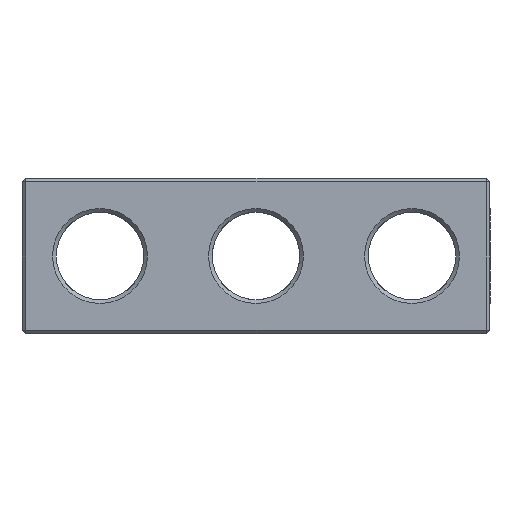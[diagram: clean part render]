
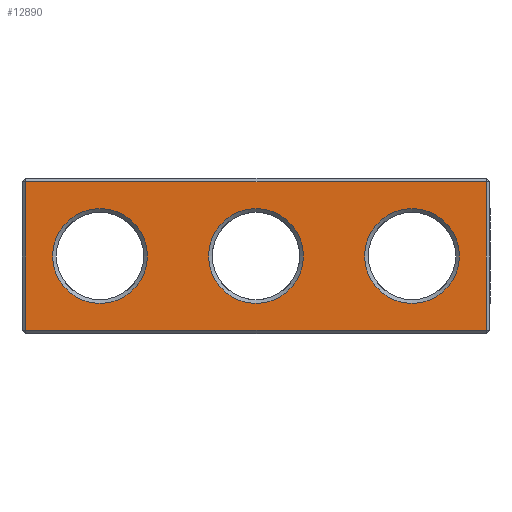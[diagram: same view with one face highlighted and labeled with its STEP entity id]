
A CAD part, front view. The second image highlights one B-rep face of the part: STEP entity #12890.
In plain terms, the highlighted planar face has unit normal (0, -1, 0).
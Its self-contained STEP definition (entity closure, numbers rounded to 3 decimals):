
#1383 = PLANE('',#1384);
#1384 = AXIS2_PLACEMENT_3D('',#1385,#1386,#1387);
#1385 = CARTESIAN_POINT('',(-18.75,-6.1,0.15));
#1386 = DIRECTION('',(0.,0.707,0.707));
#1387 = DIRECTION('',(1.,0.,0.));
#1918 = PLANE('',#1919);
#1919 = AXIS2_PLACEMENT_3D('',#1920,#1921,#1922);
#1920 = CARTESIAN_POINT('',(-18.75,-6.1,12.35));
#1921 = DIRECTION('',(0.,-0.707,0.707));
#1922 = DIRECTION('',(1.,0.,0.));
#4626 = PLANE('',#4627);
#4627 = AXIS2_PLACEMENT_3D('',#4628,#4629,#4630);
#4628 = CARTESIAN_POINT('',(-18.6,-6.1,0.));
#4629 = DIRECTION('',(-0.707,-0.707,0.));
#4630 = DIRECTION('',(0.,0.,1.));
#4988 = VERTEX_POINT('',#4989);
#4989 = CARTESIAN_POINT('',(-18.45,-6.25,0.3));
#5015 = EDGE_CURVE('',#4988,#5016,#5018,.T.);
#5016 = VERTEX_POINT('',#5017);
#5017 = CARTESIAN_POINT('',(18.45,-6.25,0.3));
#5018 = SURFACE_CURVE('',#5019,(#5023,#5030),.PCURVE_S1.);
#5019 = LINE('',#5020,#5021);
#5020 = CARTESIAN_POINT('',(-18.75,-6.25,0.3));
#5021 = VECTOR('',#5022,1.);
#5022 = DIRECTION('',(1.,0.,0.));
#5023 = PCURVE('',#1383,#5024);
#5024 = DEFINITIONAL_REPRESENTATION('',(#5025),#5029);
#5025 = LINE('',#5026,#5027);
#5026 = CARTESIAN_POINT('',(0.,-0.212));
#5027 = VECTOR('',#5028,1.);
#5028 = DIRECTION('',(1.,0.));
#5029 = ( GEOMETRIC_REPRESENTATION_CONTEXT(2) 
PARAMETRIC_REPRESENTATION_CONTEXT() REPRESENTATION_CONTEXT('2D SPACE',''
  ) );
#5030 = PCURVE('',#5031,#5036);
#5031 = PLANE('',#5032);
#5032 = AXIS2_PLACEMENT_3D('',#5033,#5034,#5035);
#5033 = CARTESIAN_POINT('',(-18.75,-6.25,0.));
#5034 = DIRECTION('',(0.,1.,0.));
#5035 = DIRECTION('',(1.,0.,0.));
#5036 = DEFINITIONAL_REPRESENTATION('',(#5037),#5041);
#5037 = LINE('',#5038,#5039);
#5038 = CARTESIAN_POINT('',(0.,-0.3));
#5039 = VECTOR('',#5040,1.);
#5040 = DIRECTION('',(1.,0.));
#5041 = ( GEOMETRIC_REPRESENTATION_CONTEXT(2) 
PARAMETRIC_REPRESENTATION_CONTEXT() REPRESENTATION_CONTEXT('2D SPACE',''
  ) );
#5935 = VERTEX_POINT('',#5936);
#5936 = CARTESIAN_POINT('',(-18.45,-6.25,12.2));
#5962 = EDGE_CURVE('',#5935,#5963,#5965,.T.);
#5963 = VERTEX_POINT('',#5964);
#5964 = CARTESIAN_POINT('',(18.45,-6.25,12.2));
#5965 = SURFACE_CURVE('',#5966,(#5970,#5977),.PCURVE_S1.);
#5966 = LINE('',#5967,#5968);
#5967 = CARTESIAN_POINT('',(-18.75,-6.25,12.2));
#5968 = VECTOR('',#5969,1.);
#5969 = DIRECTION('',(1.,0.,0.));
#5970 = PCURVE('',#1918,#5971);
#5971 = DEFINITIONAL_REPRESENTATION('',(#5972),#5976);
#5972 = LINE('',#5973,#5974);
#5973 = CARTESIAN_POINT('',(0.,-0.212));
#5974 = VECTOR('',#5975,1.);
#5975 = DIRECTION('',(1.,0.));
#5976 = ( GEOMETRIC_REPRESENTATION_CONTEXT(2) 
PARAMETRIC_REPRESENTATION_CONTEXT() REPRESENTATION_CONTEXT('2D SPACE',''
  ) );
#5977 = PCURVE('',#5031,#5978);
#5978 = DEFINITIONAL_REPRESENTATION('',(#5979),#5983);
#5979 = LINE('',#5980,#5981);
#5980 = CARTESIAN_POINT('',(0.,-12.2));
#5981 = VECTOR('',#5982,1.);
#5982 = DIRECTION('',(1.,0.));
#5983 = ( GEOMETRIC_REPRESENTATION_CONTEXT(2) 
PARAMETRIC_REPRESENTATION_CONTEXT() REPRESENTATION_CONTEXT('2D SPACE',''
  ) );
#11856 = EDGE_CURVE('',#4988,#5935,#11857,.T.);
#11857 = SURFACE_CURVE('',#11858,(#11862,#11869),.PCURVE_S1.);
#11858 = LINE('',#11859,#11860);
#11859 = CARTESIAN_POINT('',(-18.45,-6.25,0.));
#11860 = VECTOR('',#11861,1.);
#11861 = DIRECTION('',(0.,0.,1.));
#11862 = PCURVE('',#4626,#11863);
#11863 = DEFINITIONAL_REPRESENTATION('',(#11864),#11868);
#11864 = LINE('',#11865,#11866);
#11865 = CARTESIAN_POINT('',(0.,-0.212));
#11866 = VECTOR('',#11867,1.);
#11867 = DIRECTION('',(1.,0.));
#11868 = ( GEOMETRIC_REPRESENTATION_CONTEXT(2) 
PARAMETRIC_REPRESENTATION_CONTEXT() REPRESENTATION_CONTEXT('2D SPACE',''
  ) );
#11869 = PCURVE('',#5031,#11870);
#11870 = DEFINITIONAL_REPRESENTATION('',(#11871),#11875);
#11871 = LINE('',#11872,#11873);
#11872 = CARTESIAN_POINT('',(0.3,0.));
#11873 = VECTOR('',#11874,1.);
#11874 = DIRECTION('',(0.,-1.));
#11875 = ( GEOMETRIC_REPRESENTATION_CONTEXT(2) 
PARAMETRIC_REPRESENTATION_CONTEXT() REPRESENTATION_CONTEXT('2D SPACE',''
  ) );
#12890 = ADVANCED_FACE('',(#12891,#12922,#12953,#12984),#5031,.F.);
#12891 = FACE_BOUND('',#12892,.F.);
#12892 = EDGE_LOOP('',(#12893,#12894,#12895,#12921));
#12893 = ORIENTED_EDGE('',*,*,#11856,.T.);
#12894 = ORIENTED_EDGE('',*,*,#5962,.T.);
#12895 = ORIENTED_EDGE('',*,*,#12896,.F.);
#12896 = EDGE_CURVE('',#5016,#5963,#12897,.T.);
#12897 = SURFACE_CURVE('',#12898,(#12902,#12909),.PCURVE_S1.);
#12898 = LINE('',#12899,#12900);
#12899 = CARTESIAN_POINT('',(18.45,-6.25,0.));
#12900 = VECTOR('',#12901,1.);
#12901 = DIRECTION('',(0.,0.,1.));
#12902 = PCURVE('',#5031,#12903);
#12903 = DEFINITIONAL_REPRESENTATION('',(#12904),#12908);
#12904 = LINE('',#12905,#12906);
#12905 = CARTESIAN_POINT('',(37.2,0.));
#12906 = VECTOR('',#12907,1.);
#12907 = DIRECTION('',(0.,-1.));
#12908 = ( GEOMETRIC_REPRESENTATION_CONTEXT(2) 
PARAMETRIC_REPRESENTATION_CONTEXT() REPRESENTATION_CONTEXT('2D SPACE',''
  ) );
#12909 = PCURVE('',#12910,#12915);
#12910 = PLANE('',#12911);
#12911 = AXIS2_PLACEMENT_3D('',#12912,#12913,#12914);
#12912 = CARTESIAN_POINT('',(18.6,-6.1,0.));
#12913 = DIRECTION('',(0.707,-0.707,0.));
#12914 = DIRECTION('',(0.,0.,1.));
#12915 = DEFINITIONAL_REPRESENTATION('',(#12916),#12920);
#12916 = LINE('',#12917,#12918);
#12917 = CARTESIAN_POINT('',(0.,0.212));
#12918 = VECTOR('',#12919,1.);
#12919 = DIRECTION('',(1.,0.));
#12920 = ( GEOMETRIC_REPRESENTATION_CONTEXT(2) 
PARAMETRIC_REPRESENTATION_CONTEXT() REPRESENTATION_CONTEXT('2D SPACE',''
  ) );
#12921 = ORIENTED_EDGE('',*,*,#5015,.F.);
#12922 = FACE_BOUND('',#12923,.F.);
#12923 = EDGE_LOOP('',(#12924));
#12924 = ORIENTED_EDGE('',*,*,#12925,.F.);
#12925 = EDGE_CURVE('',#12926,#12926,#12928,.T.);
#12926 = VERTEX_POINT('',#12927);
#12927 = CARTESIAN_POINT('',(0.,-6.25,2.45));
#12928 = SURFACE_CURVE('',#12929,(#12934,#12941),.PCURVE_S1.);
#12929 = CIRCLE('',#12930,3.8);
#12930 = AXIS2_PLACEMENT_3D('',#12931,#12932,#12933);
#12931 = CARTESIAN_POINT('',(0.,-6.25,6.25));
#12932 = DIRECTION('',(0.,1.,0.));
#12933 = DIRECTION('',(0.,0.,-1.));
#12934 = PCURVE('',#5031,#12935);
#12935 = DEFINITIONAL_REPRESENTATION('',(#12936),#12940);
#12936 = CIRCLE('',#12937,3.8);
#12937 = AXIS2_PLACEMENT_2D('',#12938,#12939);
#12938 = CARTESIAN_POINT('',(18.75,-6.25));
#12939 = DIRECTION('',(0.,1.));
#12940 = ( GEOMETRIC_REPRESENTATION_CONTEXT(2) 
PARAMETRIC_REPRESENTATION_CONTEXT() REPRESENTATION_CONTEXT('2D SPACE',''
  ) );
#12941 = PCURVE('',#12942,#12947);
#12942 = CONICAL_SURFACE('',#12943,3.8,0.785);
#12943 = AXIS2_PLACEMENT_3D('',#12944,#12945,#12946);
#12944 = CARTESIAN_POINT('',(0.,-6.25,6.25));
#12945 = DIRECTION('',(0.,-1.,0.));
#12946 = DIRECTION('',(0.,0.,-1.));
#12947 = DEFINITIONAL_REPRESENTATION('',(#12948),#12952);
#12948 = LINE('',#12949,#12950);
#12949 = CARTESIAN_POINT('',(-0.,-0.));
#12950 = VECTOR('',#12951,1.);
#12951 = DIRECTION('',(-1.,-0.));
#12952 = ( GEOMETRIC_REPRESENTATION_CONTEXT(2) 
PARAMETRIC_REPRESENTATION_CONTEXT() REPRESENTATION_CONTEXT('2D SPACE',''
  ) );
#12953 = FACE_BOUND('',#12954,.F.);
#12954 = EDGE_LOOP('',(#12955));
#12955 = ORIENTED_EDGE('',*,*,#12956,.F.);
#12956 = EDGE_CURVE('',#12957,#12957,#12959,.T.);
#12957 = VERTEX_POINT('',#12958);
#12958 = CARTESIAN_POINT('',(-16.3,-6.25,6.25));
#12959 = SURFACE_CURVE('',#12960,(#12965,#12972),.PCURVE_S1.);
#12960 = CIRCLE('',#12961,3.8);
#12961 = AXIS2_PLACEMENT_3D('',#12962,#12963,#12964);
#12962 = CARTESIAN_POINT('',(-12.5,-6.25,6.25));
#12963 = DIRECTION('',(0.,1.,0.));
#12964 = DIRECTION('',(-1.,0.,0.));
#12965 = PCURVE('',#5031,#12966);
#12966 = DEFINITIONAL_REPRESENTATION('',(#12967),#12971);
#12967 = CIRCLE('',#12968,3.8);
#12968 = AXIS2_PLACEMENT_2D('',#12969,#12970);
#12969 = CARTESIAN_POINT('',(6.25,-6.25));
#12970 = DIRECTION('',(-1.,0.));
#12971 = ( GEOMETRIC_REPRESENTATION_CONTEXT(2) 
PARAMETRIC_REPRESENTATION_CONTEXT() REPRESENTATION_CONTEXT('2D SPACE',''
  ) );
#12972 = PCURVE('',#12973,#12978);
#12973 = CONICAL_SURFACE('',#12974,3.5,0.785);
#12974 = AXIS2_PLACEMENT_3D('',#12975,#12976,#12977);
#12975 = CARTESIAN_POINT('',(-12.5,-5.95,6.25));
#12976 = DIRECTION('',(0.,-1.,0.));
#12977 = DIRECTION('',(-1.,0.,0.));
#12978 = DEFINITIONAL_REPRESENTATION('',(#12979),#12983);
#12979 = LINE('',#12980,#12981);
#12980 = CARTESIAN_POINT('',(-0.,0.3));
#12981 = VECTOR('',#12982,1.);
#12982 = DIRECTION('',(-1.,0.));
#12983 = ( GEOMETRIC_REPRESENTATION_CONTEXT(2) 
PARAMETRIC_REPRESENTATION_CONTEXT() REPRESENTATION_CONTEXT('2D SPACE',''
  ) );
#12984 = FACE_BOUND('',#12985,.F.);
#12985 = EDGE_LOOP('',(#12986));
#12986 = ORIENTED_EDGE('',*,*,#12987,.T.);
#12987 = EDGE_CURVE('',#12988,#12988,#12990,.T.);
#12988 = VERTEX_POINT('',#12989);
#12989 = CARTESIAN_POINT('',(16.3,-6.25,6.25));
#12990 = SURFACE_CURVE('',#12991,(#12996,#13007),.PCURVE_S1.);
#12991 = CIRCLE('',#12992,3.8);
#12992 = AXIS2_PLACEMENT_3D('',#12993,#12994,#12995);
#12993 = CARTESIAN_POINT('',(12.5,-6.25,6.25));
#12994 = DIRECTION('',(0.,-1.,0.));
#12995 = DIRECTION('',(1.,0.,0.));
#12996 = PCURVE('',#5031,#12997);
#12997 = DEFINITIONAL_REPRESENTATION('',(#12998),#13006);
#12998 = ( BOUNDED_CURVE() B_SPLINE_CURVE(2,(#12999,#13000,#13001,#13002
    ,#13003,#13004,#13005),.UNSPECIFIED.,.T.,.F.) 
B_SPLINE_CURVE_WITH_KNOTS((1,2,2,2,2,1),(-2.094,0.,
    2.094,4.189,6.283,8.378),
.UNSPECIFIED.) CURVE() GEOMETRIC_REPRESENTATION_ITEM() 
RATIONAL_B_SPLINE_CURVE((1.,0.5,1.,0.5,1.,0.5,1.)) REPRESENTATION_ITEM(
  '') );
#12999 = CARTESIAN_POINT('',(35.05,-6.25));
#13000 = CARTESIAN_POINT('',(35.05,-12.832));
#13001 = CARTESIAN_POINT('',(29.35,-9.541));
#13002 = CARTESIAN_POINT('',(23.65,-6.25));
#13003 = CARTESIAN_POINT('',(29.35,-2.959));
#13004 = CARTESIAN_POINT('',(35.05,0.332));
#13005 = CARTESIAN_POINT('',(35.05,-6.25));
#13006 = ( GEOMETRIC_REPRESENTATION_CONTEXT(2) 
PARAMETRIC_REPRESENTATION_CONTEXT() REPRESENTATION_CONTEXT('2D SPACE',''
  ) );
#13007 = PCURVE('',#13008,#13013);
#13008 = CONICAL_SURFACE('',#13009,3.5,0.785);
#13009 = AXIS2_PLACEMENT_3D('',#13010,#13011,#13012);
#13010 = CARTESIAN_POINT('',(12.5,-5.95,6.25));
#13011 = DIRECTION('',(0.,-1.,0.));
#13012 = DIRECTION('',(1.,0.,0.));
#13013 = DEFINITIONAL_REPRESENTATION('',(#13014),#13018);
#13014 = LINE('',#13015,#13016);
#13015 = CARTESIAN_POINT('',(0.,0.3));
#13016 = VECTOR('',#13017,1.);
#13017 = DIRECTION('',(1.,0.));
#13018 = ( GEOMETRIC_REPRESENTATION_CONTEXT(2) 
PARAMETRIC_REPRESENTATION_CONTEXT() REPRESENTATION_CONTEXT('2D SPACE',''
  ) );
